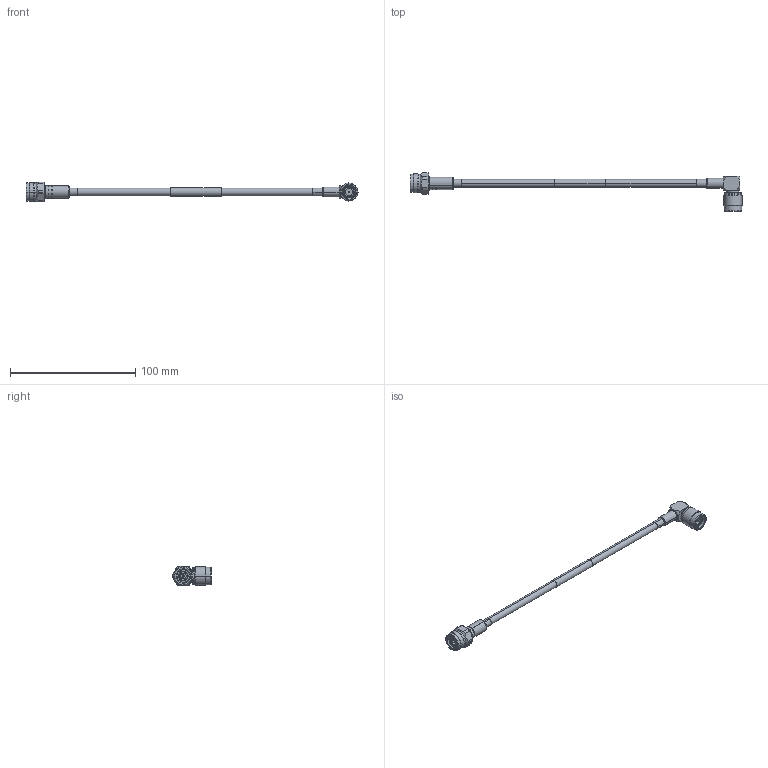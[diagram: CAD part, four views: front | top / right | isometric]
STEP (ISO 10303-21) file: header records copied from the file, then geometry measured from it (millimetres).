
FILE_DESCRIPTION (( 'STEP AP214' ), '1' );
FILE_NAME ('FMC00978-0001_3D.step', '2023-03-06T20:11:29', ( '' ), ( '' ), 'SwSTEP 2.0', 'SolidWorks 2022', '' );
FILE_SCHEMA (( 'AUTOMOTIVE_DESIGN' ));
Length unit declared in the file: inch
Products named in the file (8): heat shrink conn 1^FMC00978-0001_shrunk; EZ-240-TM-X^FMC00978-0001; Copy of EZ-240-TM-X_body^EZ-240-TM-X_FMC00978-0001; FMCN1422^FMC00978-0001; FMC00978-0001_3D; heat shrink conn 2^FMC00978-0001_conn 1; LMR-240-UF^FMC00978-0001; Copy of EZ-240-TM-X_ferrule^EZ-240-TM-X_FMC00978-0001
Assembly tree (7 placements, depth 3):
  FMC00978-0001_3D
    LMR-240-UF^FMC00978-0001
    EZ-240-TM-X^FMC00978-0001
      Copy of EZ-240-TM-X_body^EZ-240-TM-X_FMC00978-0001
      Copy of EZ-240-TM-X_ferrule^EZ-240-TM-X_FMC00978-0001
    heat shrink conn 1^FMC00978-0001_shrunk
    FMCN1422^FMC00978-0001
    heat shrink conn 2^FMC00978-0001_conn 1
Bounding box: 264.85 x 31.07 x 15.88 mm (x, y, z)
Volume: 12645.9 mm3; surface area: 14936 mm2
Topology: 8 solids, 8 shells, 1412 faces, 2913 edges, 1542 vertices
Faces by surface type: bspline 729, cylinder 326, cone 272, plane 63, torus 22
Entity records: 54799 total; most frequent: CARTESIAN_POINT 33053, ORIENTED_EDGE 5826, EDGE_CURVE 2913, DIRECTION 2855, VERTEX_POINT 1542, EDGE_LOOP 1447, FACE_OUTER_BOUND 1412, ADVANCED_FACE 1412
